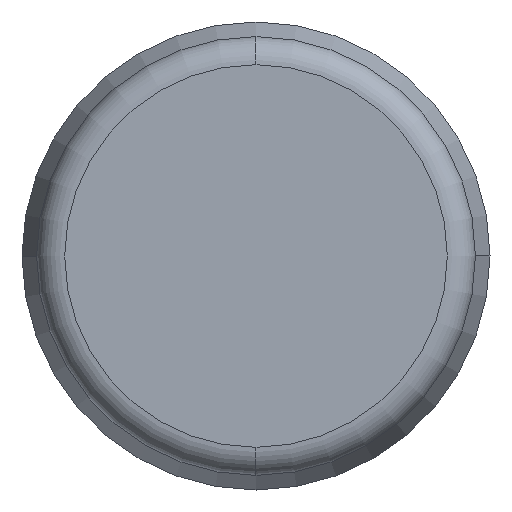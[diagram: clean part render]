
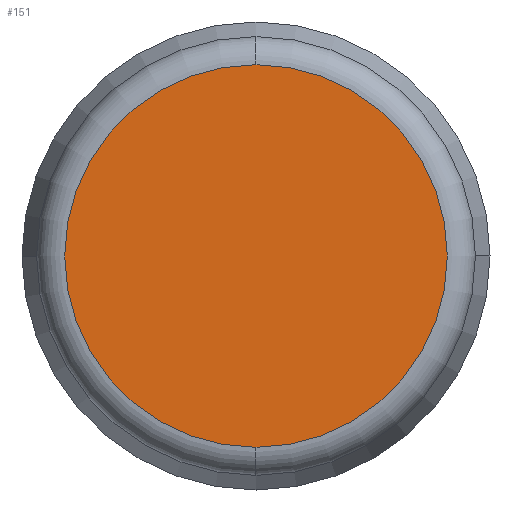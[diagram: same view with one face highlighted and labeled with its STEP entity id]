
A CAD part, front view. The second image highlights one B-rep face of the part: STEP entity #151.
In plain terms, the highlighted planar face has unit normal (0, -1, 0).
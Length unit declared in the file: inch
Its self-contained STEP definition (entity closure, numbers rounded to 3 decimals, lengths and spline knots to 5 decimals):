
#48 = CARTESIAN_POINT ( 'NONE',  ( 0., 0., 0. ) ) ;
#57 = CARTESIAN_POINT ( 'NONE',  ( 0., 0., 0.20435 ) ) ;
#58 = EDGE_LOOP ( 'NONE', ( #186, #109 ) ) ;
#72 = AXIS2_PLACEMENT_3D ( 'NONE', #112, #229, #236 ) ;
#82 = CARTESIAN_POINT ( 'NONE',  ( 0., 0., 0. ) ) ;
#83 = DIRECTION ( 'NONE',  ( 0., -1., 0. ) ) ;
#106 = CARTESIAN_POINT ( 'NONE',  ( 0., 0., -0.20435 ) ) ;
#109 = ORIENTED_EDGE ( 'NONE', *, *, #357, .T. ) ;
#112 = CARTESIAN_POINT ( 'NONE',  ( 0., 0., 0. ) ) ;
#133 = CIRCLE ( 'NONE', #72, 0.20435 ) ;
#142 = DIRECTION ( 'NONE',  ( 0., -1., 0. ) ) ;
#144 = AXIS2_PLACEMENT_3D ( 'NONE', #48, #142, #230 ) ;
#148 = AXIS2_PLACEMENT_3D ( 'NONE', #82, #83, #345 ) ;
#151 = ADVANCED_FACE ( 'NONE', ( #383 ), #242, .T. ) ;
#186 = ORIENTED_EDGE ( 'NONE', *, *, #222, .T. ) ;
#205 = VERTEX_POINT ( 'NONE', #106 ) ;
#222 = EDGE_CURVE ( 'NONE', #205, #296, #133, .T. ) ;
#229 = DIRECTION ( 'NONE',  ( 0., -1., 0. ) ) ;
#230 = DIRECTION ( 'NONE',  ( 0., 0., -1. ) ) ;
#236 = DIRECTION ( 'NONE',  ( 0., 0., -1. ) ) ;
#242 = PLANE ( 'NONE',  #148 ) ;
#249 = CIRCLE ( 'NONE', #144, 0.20435 ) ;
#296 = VERTEX_POINT ( 'NONE', #57 ) ;
#345 = DIRECTION ( 'NONE',  ( 0., 0., -1. ) ) ;
#357 = EDGE_CURVE ( 'NONE', #296, #205, #249, .T. ) ;
#383 = FACE_OUTER_BOUND ( 'NONE', #58, .T. ) ;
